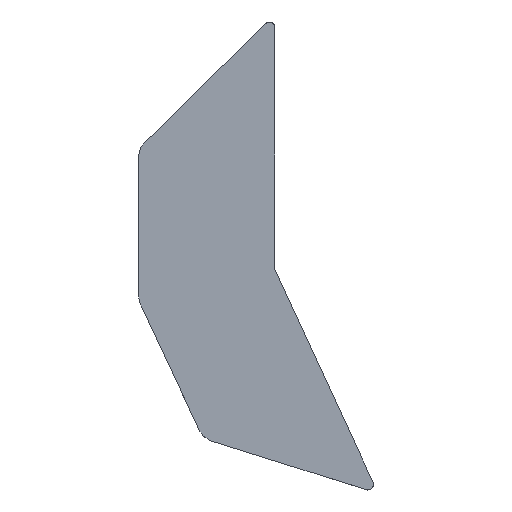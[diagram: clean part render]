
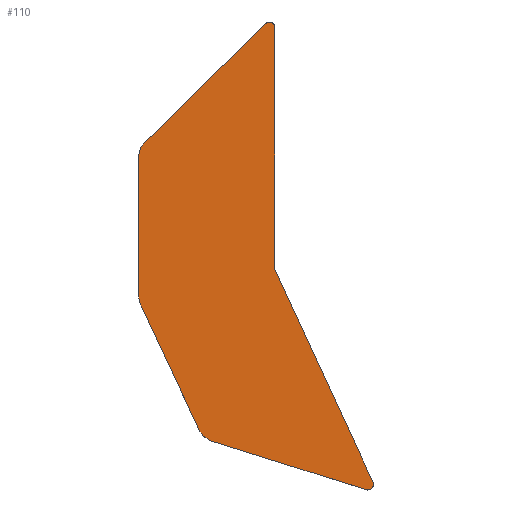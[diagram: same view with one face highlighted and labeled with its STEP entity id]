
A CAD part, top view. The second image highlights one B-rep face of the part: STEP entity #110.
In plain terms, the highlighted free-form (B-spline) face has degree [1, 1] with [2, 2] control points.
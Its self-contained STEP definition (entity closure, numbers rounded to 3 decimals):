
#1 = CARTESIAN_POINT ( 'NONE',  ( -78221.898, 58733.212, 5. ) ) ;
#4 = ORIENTED_EDGE ( 'NONE', *, *, #28, .F. ) ;
#6 = CARTESIAN_POINT ( 'NONE',  ( -78223.503, 58730.515, 5. ) ) ;
#13 = CARTESIAN_POINT ( 'NONE',  ( -78348.332, 58911.473, 5. ) ) ;
#16 = CARTESIAN_POINT ( 'NONE',  ( -78346.219, 58827.721, 5. ) ) ;
#20 = FACE_OUTER_BOUND ( 'NONE', #491, .T. ) ;
#25 = ORIENTED_EDGE ( 'NONE', *, *, #310, .F. ) ;
#28 = EDGE_CURVE ( 'NONE', #401, #325, #288, .T. ) ;
#34 = EDGE_CURVE ( 'NONE', #66, #71, #532, .T. ) ;
#36 = ORIENTED_EDGE ( 'NONE', *, *, #416, .F. ) ;
#38 = CARTESIAN_POINT ( 'NONE',  ( -78349.087, 58728.702, 5. ) ) ;
#39 = ORIENTED_EDGE ( 'NONE', *, *, #536, .F. ) ;
#42 = CARTESIAN_POINT ( 'NONE',  ( -78221.898, 58733.648, 5. ) ) ;
#46 = CARTESIAN_POINT ( 'NONE',  ( -78309.546, 58756.694, 5. ) ) ;
#47 = ORIENTED_EDGE ( 'NONE', *, *, #213, .F. ) ;
#64 = CARTESIAN_POINT ( 'NONE',  ( -78274.969, 58848.869, 5. ) ) ;
#65 = CARTESIAN_POINT ( 'NONE',  ( -78345.83, 58916.371, 5. ) ) ;
#66 = VERTEX_POINT ( 'NONE', #223 ) ;
#71 = VERTEX_POINT ( 'NONE', #99 ) ;
#76 = ORIENTED_EDGE ( 'NONE', *, *, #164, .F. ) ;
#80 = CARTESIAN_POINT ( 'NONE',  ( -78274.969, 58978.936, 5. ) ) ;
#82 = CARTESIAN_POINT ( 'NONE',  ( -78280.073, 58981.074, 5. ) ) ;
#86 = CARTESIAN_POINT ( 'NONE',  ( -78345.83, 58916.371, 5. ) ) ;
#88 = EDGE_CURVE ( 'NONE', #412, #244, #207, .T. ) ;
#92 = ORIENTED_EDGE ( 'NONE', *, *, #34, .F. ) ;
#99 = CARTESIAN_POINT ( 'NONE',  ( -78221.898, 58733.212, 5. ) ) ;
#102 = CARTESIAN_POINT ( 'NONE',  ( -78348.216, 58832.329, 5. ) ) ;
#110 = ADVANCED_FACE ( 'NONE', ( #20 ), #462, .F. ) ;
#118 = EDGE_CURVE ( 'NONE', #370, #386, #285, .T. ) ;
#125 = CARTESIAN_POINT ( 'NONE',  ( -78223.943, 58730.33, 5. ) ) ;
#130 = B_SPLINE_CURVE_WITH_KNOTS ( 'NONE', 1,
 ( #64, #278 ),
 .UNSPECIFIED., .F., .F.,
 ( 2, 2 ),
 ( 0., 1. ),
 .UNSPECIFIED. ) ;
#136 = CARTESIAN_POINT ( 'NONE',  ( -78347.471, 58914.121, 5. ) ) ;
#140 = CARTESIAN_POINT ( 'NONE',  ( -78347.532, 58829.889, 5. ) ) ;
#143 = CARTESIAN_POINT ( 'NONE',  ( -78345.83, 58916.371, 5. ) ) ;
#146 = VERTEX_POINT ( 'NONE', #485 ) ;
#157 = CARTESIAN_POINT ( 'NONE',  ( -78346.219, 58827.721, 5. ) ) ;
#164 = EDGE_CURVE ( 'NONE', #146, #512, #422, .T. ) ;
#169 = CARTESIAN_POINT ( 'NONE',  ( -78221.898, 58732.741, 5. ) ) ;
#178 = CARTESIAN_POINT ( 'NONE',  ( -78274.969, 58982.057, 5. ) ) ;
#180 = CARTESIAN_POINT ( 'NONE',  ( -78309.546, 58756.694, 5. ) ) ;
#182 = CARTESIAN_POINT ( 'NONE',  ( -78221.139, 58728.702, 5. ) ) ;
#190 = EDGE_CURVE ( 'NONE', #408, #71, #277, .T. ) ;
#195 = CARTESIAN_POINT ( 'NONE',  ( -78312.34, 58757.994, 5. ) ) ;
#207 = B_SPLINE_CURVE_WITH_KNOTS ( 'NONE', 1,
 ( #226, #390 ),
 .UNSPECIFIED., .F., .F.,
 ( 2, 2 ),
 ( 0., 1. ),
 .UNSPECIFIED. ) ;
#209 = CARTESIAN_POINT ( 'NONE',  ( -78280.073, 58981.074, 5. ) ) ;
#210 = ORIENTED_EDGE ( 'NONE', *, *, #492, .F. ) ;
#212 = CARTESIAN_POINT ( 'NONE',  ( -78315.832, 58762.959, 5. ) ) ;
#213 = EDGE_CURVE ( 'NONE', #408, #401, #402, .T. ) ;
#217 = CARTESIAN_POINT ( 'NONE',  ( -78225.798, 58730.351, 5. ) ) ;
#222 = CARTESIAN_POINT ( 'NONE',  ( -78225.798, 58730.351, 5. ) ) ;
#223 = CARTESIAN_POINT ( 'NONE',  ( -78222.174, 58734.469, 5. ) ) ;
#226 = CARTESIAN_POINT ( 'NONE',  ( -78348.219, 58834.863, 5. ) ) ;
#244 = VERTEX_POINT ( 'NONE', #248 ) ;
#248 = CARTESIAN_POINT ( 'NONE',  ( -78348.328, 58908.689, 5. ) ) ;
#271 = CARTESIAN_POINT ( 'NONE',  ( -78309.546, 58756.694, 5. ) ) ;
#272 = EDGE_CURVE ( 'NONE', #244, #370, #499, .T. ) ;
#276 = CARTESIAN_POINT ( 'NONE',  ( -78349.087, 58983.446, 5. ) ) ;
#277 = B_SPLINE_CURVE_WITH_KNOTS ( 'NONE', 3,
 ( #376, #477, #429, #125, #6, #290, #415, #335, #169, #337 ),
 .UNSPECIFIED., .F., .F.,
 ( 4, 2, 2, 2, 4 ),
 ( 0., 0.469, 0.938, 1.407, 1.876 ),
 .UNSPECIFIED. ) ;
#278 = CARTESIAN_POINT ( 'NONE',  ( -78222.174, 58734.469, 5. ) ) ;
#281 = CARTESIAN_POINT ( 'NONE',  ( -78314.523, 58760.169, 5. ) ) ;
#285 = B_SPLINE_CURVE_WITH_KNOTS ( 'NONE', 1,
 ( #65, #209 ),
 .UNSPECIFIED., .F., .F.,
 ( 2, 2 ),
 ( 0., 1. ),
 .UNSPECIFIED. ) ;
#288 =( BOUNDED_CURVE ( )  B_SPLINE_CURVE ( 3, ( #180, #195, #281, #414 ),
 .UNSPECIFIED., .F., .T. ) 
 B_SPLINE_CURVE_WITH_KNOTS ( ( 4, 4 ),
 ( -0.697, 0. ),
 .UNSPECIFIED. ) 
 CURVE ( )  GEOMETRIC_REPRESENTATION_ITEM ( )  RATIONAL_B_SPLINE_CURVE ( ( 1., 0.96, 0.96, 1. ) ) 
 REPRESENTATION_ITEM ( '' )  );
#290 = CARTESIAN_POINT ( 'NONE',  ( -78222.743, 58731.072, 5. ) ) ;
#296 = CARTESIAN_POINT ( 'NONE',  ( -78274.969, 58978.936, 5. ) ) ;
#310 = EDGE_CURVE ( 'NONE', #386, #146, #362, .T. ) ;
#319 = CARTESIAN_POINT ( 'NONE',  ( -78346.219, 58827.721, 5. ) ) ;
#325 = VERTEX_POINT ( 'NONE', #212 ) ;
#333 = CARTESIAN_POINT ( 'NONE',  ( -78221.139, 58983.446, 5. ) ) ;
#335 = CARTESIAN_POINT ( 'NONE',  ( -78222.009, 58732.277, 5. ) ) ;
#337 = CARTESIAN_POINT ( 'NONE',  ( -78221.898, 58733.212, 5. ) ) ;
#339 = CARTESIAN_POINT ( 'NONE',  ( -78277.848, 58983.263, 5. ) ) ;
#345 = CARTESIAN_POINT ( 'NONE',  ( -78348.219, 58834.863, 5. ) ) ;
#357 = CARTESIAN_POINT ( 'NONE',  ( -78274.969, 58848.869, 5. ) ) ;
#361 = ORIENTED_EDGE ( 'NONE', *, *, #272, .F. ) ;
#362 =( BOUNDED_CURVE ( )  B_SPLINE_CURVE ( 3, ( #82, #339, #178, #296 ),
 .UNSPECIFIED., .F., .T. ) 
 B_SPLINE_CURVE_WITH_KNOTS ( ( 4, 4 ),
 ( -2.348, 0. ),
 .UNSPECIFIED. ) 
 CURVE ( )  GEOMETRIC_REPRESENTATION_ITEM ( )  RATIONAL_B_SPLINE_CURVE ( ( 1., 0.591, 0.591, 1. ) ) 
 REPRESENTATION_ITEM ( '' )  );
#370 = VERTEX_POINT ( 'NONE', #143 ) ;
#376 = CARTESIAN_POINT ( 'NONE',  ( -78225.798, 58730.351, 5. ) ) ;
#386 = VERTEX_POINT ( 'NONE', #488 ) ;
#390 = CARTESIAN_POINT ( 'NONE',  ( -78348.328, 58908.689, 5. ) ) ;
#395 = CARTESIAN_POINT ( 'NONE',  ( -78274.969, 58848.869, 5. ) ) ;
#401 = VERTEX_POINT ( 'NONE', #271 ) ;
#402 = B_SPLINE_CURVE_WITH_KNOTS ( 'NONE', 1,
 ( #217, #46 ),
 .UNSPECIFIED., .F., .F.,
 ( 2, 2 ),
 ( 0., 1. ),
 .UNSPECIFIED. ) ;
#408 = VERTEX_POINT ( 'NONE', #222 ) ;
#412 = VERTEX_POINT ( 'NONE', #483 ) ;
#414 = CARTESIAN_POINT ( 'NONE',  ( -78315.832, 58762.959, 5. ) ) ;
#415 = CARTESIAN_POINT ( 'NONE',  ( -78222.434, 58731.437, 5. ) ) ;
#416 = EDGE_CURVE ( 'NONE', #456, #412, #452, .T. ) ;
#422 = B_SPLINE_CURVE_WITH_KNOTS ( 'NONE', 1,
 ( #80, #395 ),
 .UNSPECIFIED., .F., .F.,
 ( 2, 2 ),
 ( 0., 1. ),
 .UNSPECIFIED. ) ;
#429 = CARTESIAN_POINT ( 'NONE',  ( -78224.872, 58730.176, 5. ) ) ;
#448 = B_SPLINE_CURVE_WITH_KNOTS ( 'NONE', 1,
 ( #494, #319 ),
 .UNSPECIFIED., .F., .F.,
 ( 2, 2 ),
 ( 0., 1. ),
 .UNSPECIFIED. ) ;
#452 =( BOUNDED_CURVE ( )  B_SPLINE_CURVE ( 3, ( #16, #140, #102, #345 ),
 .UNSPECIFIED., .F., .T. ) 
 B_SPLINE_CURVE_WITH_KNOTS ( ( 4, 4 ),
 ( -0.543, 0. ),
 .UNSPECIFIED. ) 
 CURVE ( )  GEOMETRIC_REPRESENTATION_ITEM ( )  RATIONAL_B_SPLINE_CURVE ( ( 1., 0.976, 0.976, 1. ) ) 
 REPRESENTATION_ITEM ( '' )  );
#456 = VERTEX_POINT ( 'NONE', #157 ) ;
#462 = B_SPLINE_SURFACE_WITH_KNOTS ( 'NONE', 1, 1, ( 
 ( #276, #38 ),
 ( #333, #182 ) ),
 .UNSPECIFIED., .F., .F., .F.,
 ( 2, 2 ),
 ( 2, 2 ),
 ( 0., 1. ),
 ( 0., 1. ),
 .UNSPECIFIED. ) ;
#464 = CARTESIAN_POINT ( 'NONE',  ( -78221.991, 58734.074, 5. ) ) ;
#477 = CARTESIAN_POINT ( 'NONE',  ( -78225.349, 58730.209, 5. ) ) ;
#483 = CARTESIAN_POINT ( 'NONE',  ( -78348.219, 58834.863, 5. ) ) ;
#485 = CARTESIAN_POINT ( 'NONE',  ( -78274.969, 58978.936, 5. ) ) ;
#488 = CARTESIAN_POINT ( 'NONE',  ( -78280.073, 58981.074, 5. ) ) ;
#491 = EDGE_LOOP ( 'NONE', ( #501, #361, #516, #36, #39, #4, #47, #551, #92, #210, #76, #25 ) ) ;
#492 = EDGE_CURVE ( 'NONE', #512, #66, #130, .T. ) ;
#494 = CARTESIAN_POINT ( 'NONE',  ( -78315.832, 58762.959, 5. ) ) ;
#499 =( BOUNDED_CURVE ( )  B_SPLINE_CURVE ( 3, ( #528, #13, #136, #86 ),
 .UNSPECIFIED., .F., .T. ) 
 B_SPLINE_CURVE_WITH_KNOTS ( ( 4, 4 ),
 ( -0.632, 0. ),
 .UNSPECIFIED. ) 
 CURVE ( )  GEOMETRIC_REPRESENTATION_ITEM ( )  RATIONAL_B_SPLINE_CURVE ( ( 1., 0.967, 0.967, 1. ) ) 
 REPRESENTATION_ITEM ( '' )  );
#501 = ORIENTED_EDGE ( 'NONE', *, *, #118, .F. ) ;
#512 = VERTEX_POINT ( 'NONE', #357 ) ;
#516 = ORIENTED_EDGE ( 'NONE', *, *, #88, .F. ) ;
#528 = CARTESIAN_POINT ( 'NONE',  ( -78348.328, 58908.689, 5. ) ) ;
#529 = CARTESIAN_POINT ( 'NONE',  ( -78222.174, 58734.469, 5. ) ) ;
#532 =( BOUNDED_CURVE ( )  B_SPLINE_CURVE ( 3, ( #529, #464, #42, #1 ),
 .UNSPECIFIED., .F., .T. ) 
 B_SPLINE_CURVE_WITH_KNOTS ( ( 4, 4 ),
 ( -0.432, 0. ),
 .UNSPECIFIED. ) 
 CURVE ( )  GEOMETRIC_REPRESENTATION_ITEM ( )  RATIONAL_B_SPLINE_CURVE ( ( 1., 0.984, 0.984, 1. ) ) 
 REPRESENTATION_ITEM ( '' )  );
#536 = EDGE_CURVE ( 'NONE', #325, #456, #448, .T. ) ;
#551 = ORIENTED_EDGE ( 'NONE', *, *, #190, .T. ) ;
